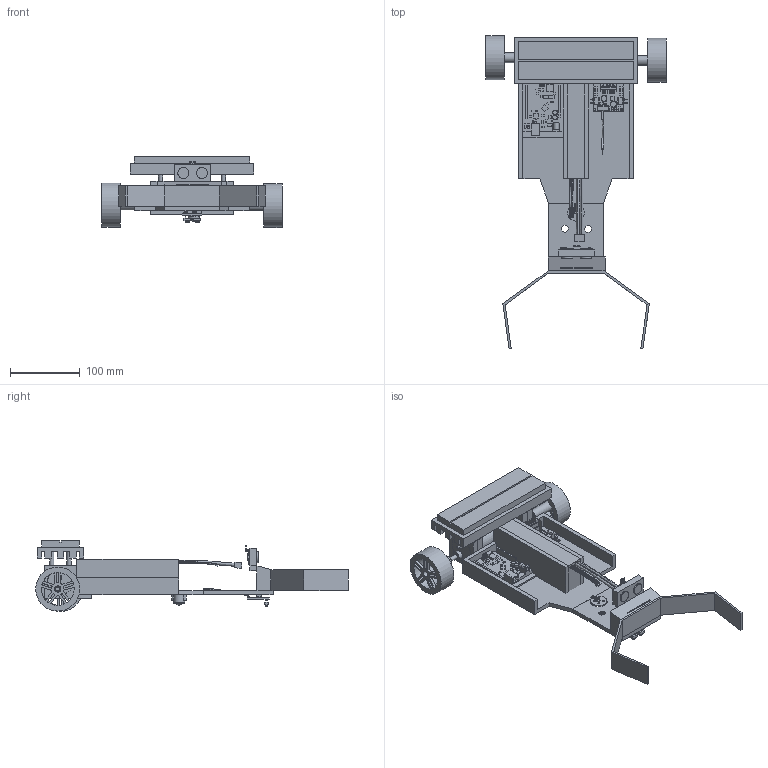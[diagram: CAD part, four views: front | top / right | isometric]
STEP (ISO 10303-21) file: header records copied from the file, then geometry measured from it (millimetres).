
FILE_DESCRIPTION(/* description */ ('FreeCAD Model'),/* implementation_level */ '2;1');
FILE_NAME(/* name */ 'assembly.stp',/* time_stamp */ '2022-06-03T19:45:53+01:00',/* author */ ('Adebaicy'),/* organization */ (''),/* preprocessor_version */ 'ST-DEVELOPER v16.5',/* originating_system */ 'Autodesk Inventor 2017',/* authorisation */ 'Unknown');
FILE_SCHEMA (('AUTOMOTIVE_DESIGN { 1 0 10303 214 3 1 1 }'));
Length unit declared in the file: millimetre
Products named in the file (24): robotrobot_assembly-step2; robotplatform; robotAssembly_2; robotC1; robotAssembly_3; robotC2; color; plat1; picker; 4; robotAssembly; robotC3; Part65; 3; ultrasonic_bracket; robotAssembly_5; robotB2; robotAssembly_8_MIR; robotB1_MIR; robotA1; robotDocument; robotB3; robotAssembly_7; robotDocument_1
Assembly tree (27 placements, depth 3):
  robotrobot_assembly-step2
    robotplatform
    robotAssembly_2  x2
      robotC1
    robotAssembly_3  x2
      robotC2
    color
    plat1
    picker
    4
    Part65  x2
    robotAssembly
      robotC3
    3
    ultrasonic_bracket
    robotAssembly_5
      robotB2
    robotAssembly_8_MIR  x2
      robotB1_MIR
    robotA1
    robotDocument
    robotB3
    robotAssembly_7
      robotDocument_1
Bounding box: 257.8 x 447.37 x 101.67 mm (x, y, z)
Volume: 1130486.9 mm3; surface area: 364064.7 mm2
Topology: 21 solids, 21 shells, 1444 faces, 3578 edges, 2328 vertices
Faces by surface type: plane 1285, cylinder 129, bspline 28, torus 1, sphere 1
Full cylindrical faces by diameter (mm): 1 x1, 1.5 x4, 3 x9, 3.1 x6, 5.9 x2, 6 x6, 6.2 x1, 6.3 x2, 8 x2, 9 x2, 12 x2, 14 x2, 15.9 x4, 16 x1, 18 x1, 23.4 x1, 23.997 x1, 34.65 x2, 37.1 x4, 47 x2, 63 x2
Entity records: 37939 total; most frequent: CARTESIAN_POINT 8237, ORIENTED_EDGE 5882, DIRECTION 5672, EDGE_CURVE 2941, LINE 2656, VECTOR 2656, VERTEX_POINT 1941, AXIS2_PLACEMENT_3D 1508
